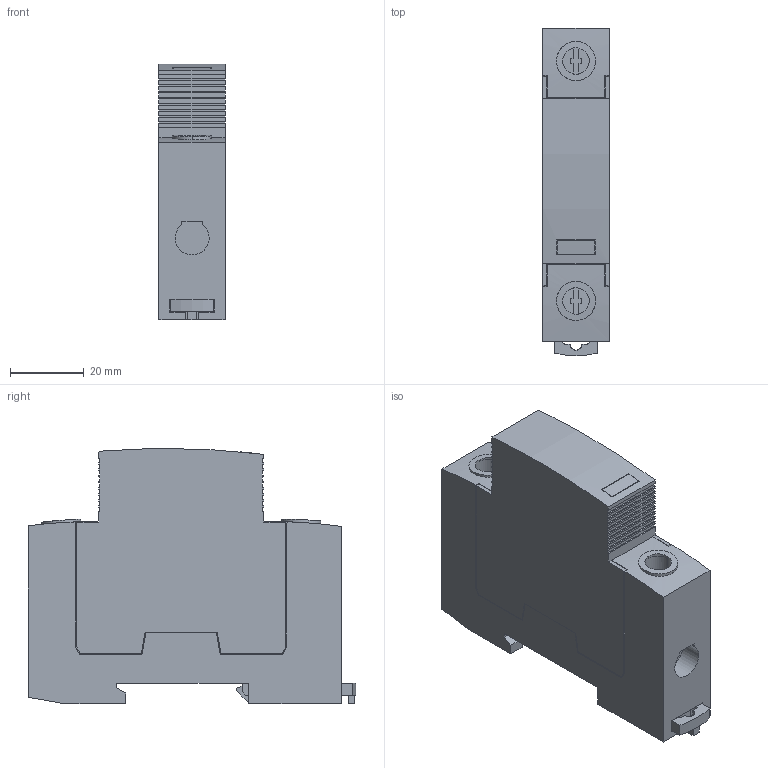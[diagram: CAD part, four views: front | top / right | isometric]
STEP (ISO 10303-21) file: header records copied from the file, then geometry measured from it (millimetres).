
FILE_DESCRIPTION((''),'2;1');
FILE_NAME('SB109001_3D-SIMPLIFIED_ASM','2012-01-06T',('quickadmin'),(''),'PRO/ENGINEER BY PARAMETRIC TECHNOLOGY CORPORATION, 2006170','PRO/ENGINEER BY PARAMETRIC TECHNOLOGY CORPORATION, 2006170','');
FILE_SCHEMA(('CONFIG_CONTROL_DESIGN'));
Length unit declared in the file: millimetre
Products named in the file (7): COQUE_ARRIERE; COQUE; PIECE_04; SB109009_3D-SIMPLIFIED_ASM; VIS_7D2; CLIP_01; SB109001_3D-SIMPLIFIED_ASM
Assembly tree (7 placements, depth 3):
  SB109001_3D-SIMPLIFIED_ASM
    COQUE_ARRIERE
    SB109009_3D-SIMPLIFIED_ASM
      COQUE
      PIECE_04
    VIS_7D2  x2
    CLIP_01
Bounding box: 17.9 x 88.7 x 69.12 mm (x, y, z)
Volume: 84489.6 mm3; surface area: 24947.9 mm2
Topology: 6 solids, 6 shells, 316 faces, 887 edges, 594 vertices
Faces by surface type: plane 282, cylinder 34
Entity records: 9943 total; most frequent: CARTESIAN_POINT 1955, ORIENTED_EDGE 1690, DIRECTION 1523, EDGE_CURVE 845, VECTOR 767, LINE 767, VERTEX_POINT 566, AXIS2_PLACEMENT_3D 378
